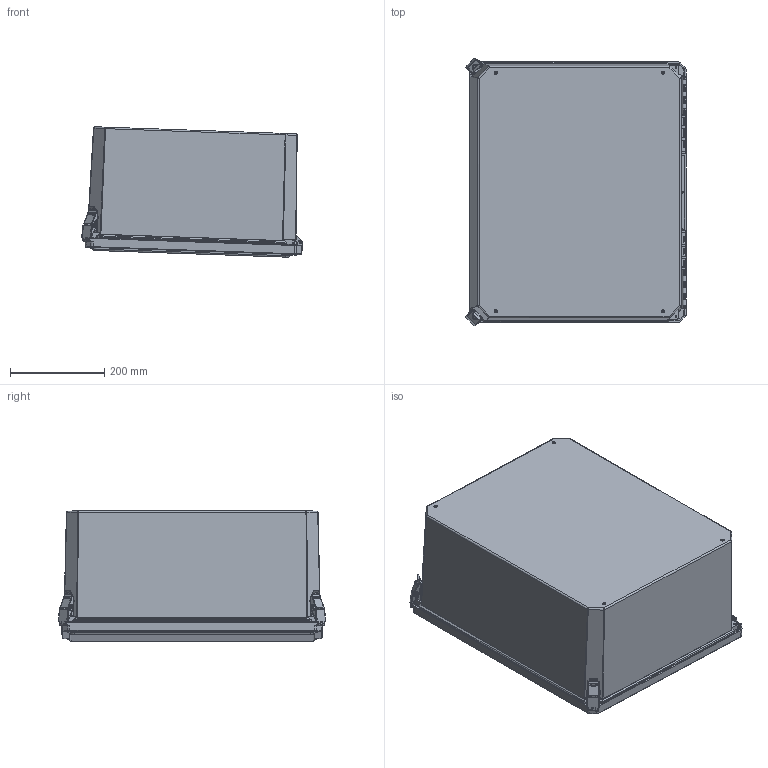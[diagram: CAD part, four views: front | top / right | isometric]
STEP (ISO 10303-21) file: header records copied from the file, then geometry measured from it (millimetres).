
FILE_DESCRIPTION (( 'STEP AP214' ), '1' );
FILE_NAME ('FR201610HPL.STEP', '2021-10-07T16:20:51', ( '' ), ( '' ), 'SwSTEP 2.0', 'SolidWorks 2021', '' );
FILE_SCHEMA (( 'AUTOMOTIVE_DESIGN' ));
Length unit declared in the file: inch
Products named in the file (1): FR201610HPL
Bounding box: 468.91 x 568.01 x 277.16 mm (x, y, z)
Volume: 4675605.2 mm3; surface area: 2065606.8 mm2
Topology: 29 solids, 29 shells, 2479 faces, 6284 edges, 3803 vertices
Faces by surface type: cylinder 1059, plane 814, bspline 349, torus 170, cone 60, sphere 27
Entity records: 99173 total; most frequent: CARTESIAN_POINT 43588, ORIENTED_EDGE 12410, DIRECTION 10123, EDGE_CURVE 6205, VERTEX_POINT 3798, AXIS2_PLACEMENT_3D 3542, VECTOR 3039, LINE 3039
